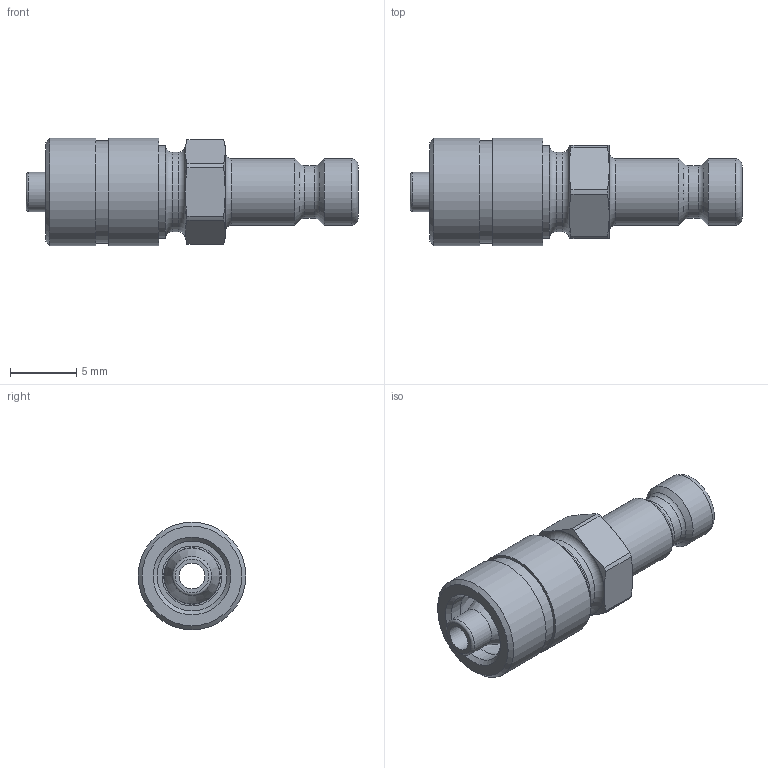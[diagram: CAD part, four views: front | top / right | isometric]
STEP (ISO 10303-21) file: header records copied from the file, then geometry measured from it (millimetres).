
FILE_DESCRIPTION(/* description */ (''),/* implementation_level */ '2;1');
FILE_NAME(/* name */ '20sfko05mxn.stp',/* time_stamp */ '2021-06-15T13:48:50+02:00',/* author */ ('IA176480'),/* organization */ (''),/* preprocessor_version */ 'ST-DEVELOPER v17.2',/* originating_system */ 'Autodesk Inventor 2019',/* authorisation */ '');
FILE_SCHEMA (('CONFIG_CONTROL_DESIGN'));
Length unit declared in the file: millimetre
Products named in the file (3): 20SFKO05MXN; D109601; D105970
Assembly tree (2 placements, depth 2):
  20SFKO05MXN
    D109601
    D105970
Bounding box: 25 x 8.1 x 8.1 mm (x, y, z)
Volume: 573.3 mm3; surface area: 1108.3 mm2
Topology: 2 solids, 2 shells, 67 faces, 187 edges, 129 vertices
Faces by surface type: cone 22, cylinder 21, plane 15, torus 9
Full cylindrical faces by diameter (mm): 1.95 x1, 2.7 x1, 2.95 x1, 3.5 x1, 3.95 x1, 5 x2, 5.25 x1, 6 x1, 6.2 x1, 7 x2, 7.7 x1, 8.1 x2
Entity records: 2358 total; most frequent: CARTESIAN_POINT 436, DIRECTION 433, ORIENTED_EDGE 374, AXIS2_PLACEMENT_3D 198, EDGE_CURVE 187, VERTEX_POINT 129, CIRCLE 126, EDGE_LOOP 76
